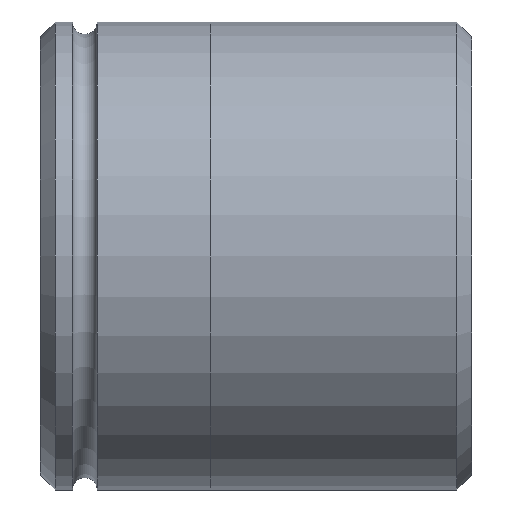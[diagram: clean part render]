
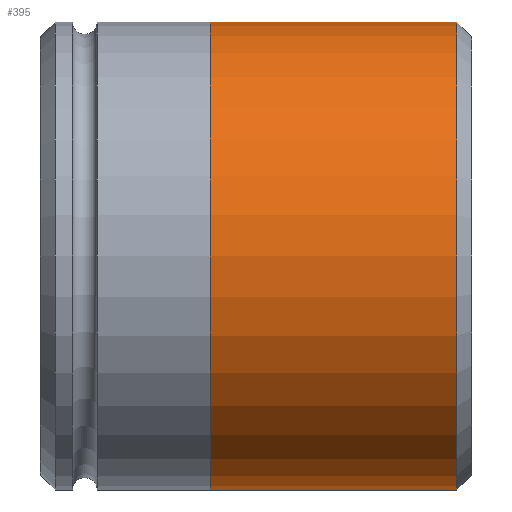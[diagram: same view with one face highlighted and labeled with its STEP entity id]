
A CAD part, front view. The second image highlights one B-rep face of the part: STEP entity #395.
In plain terms, the highlighted cylindrical face has radius 12.065 mm (diameter 24.13 mm), a full revolution.
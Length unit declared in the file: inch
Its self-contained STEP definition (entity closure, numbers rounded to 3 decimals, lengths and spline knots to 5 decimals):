
#65=FACE_OUTER_BOUND('',#91,.T.);
#91=EDGE_LOOP('',(#309,#310,#311,#312,#313));
#112=LINE('',#694,#125);
#125=VECTOR('',#563,0.475);
#152=CIRCLE('',#458,0.475);
#153=CIRCLE('',#459,0.475);
#154=CIRCLE('',#460,0.475);
#192=VERTEX_POINT('',#689);
#193=VERTEX_POINT('',#690);
#194=VERTEX_POINT('',#693);
#237=EDGE_CURVE('',#192,#193,#152,.T.);
#238=EDGE_CURVE('',#193,#192,#153,.T.);
#239=EDGE_CURVE('',#193,#194,#112,.T.);
#240=EDGE_CURVE('',#194,#194,#154,.T.);
#309=ORIENTED_EDGE('',*,*,#237,.F.);
#310=ORIENTED_EDGE('',*,*,#238,.F.);
#311=ORIENTED_EDGE('',*,*,#239,.T.);
#312=ORIENTED_EDGE('',*,*,#240,.F.);
#313=ORIENTED_EDGE('',*,*,#239,.F.);
#379=CYLINDRICAL_SURFACE('',#457,0.475);
#395=ADVANCED_FACE('',(#65),#379,.T.);
#457=AXIS2_PLACEMENT_3D('',#688,#557,#558);
#458=AXIS2_PLACEMENT_3D('',#691,#559,#560);
#459=AXIS2_PLACEMENT_3D('',#692,#561,#562);
#460=AXIS2_PLACEMENT_3D('',#695,#564,#565);
#557=DIRECTION('center_axis',(1.,0.,0.));
#558=DIRECTION('ref_axis',(0.,1.,0.));
#559=DIRECTION('center_axis',(1.,0.,0.));
#560=DIRECTION('ref_axis',(0.,-1.,0.));
#561=DIRECTION('center_axis',(1.,0.,0.));
#562=DIRECTION('ref_axis',(0.,-1.,0.));
#563=DIRECTION('',(-1.,0.,0.));
#564=DIRECTION('center_axis',(-1.,0.,0.));
#565=DIRECTION('ref_axis',(0.,1.,0.));
#688=CARTESIAN_POINT('Origin',(0.163,0.,0.));
#689=CARTESIAN_POINT('',(0.513,0.475,0.));
#690=CARTESIAN_POINT('',(0.513,-0.475,0.));
#691=CARTESIAN_POINT('Origin',(0.513,0.,0.));
#692=CARTESIAN_POINT('Origin',(0.513,0.,0.));
#693=CARTESIAN_POINT('',(0.013,-0.475,0.));
#694=CARTESIAN_POINT('',(0.163,-0.475,0.));
#695=CARTESIAN_POINT('Origin',(0.013,0.,0.));
